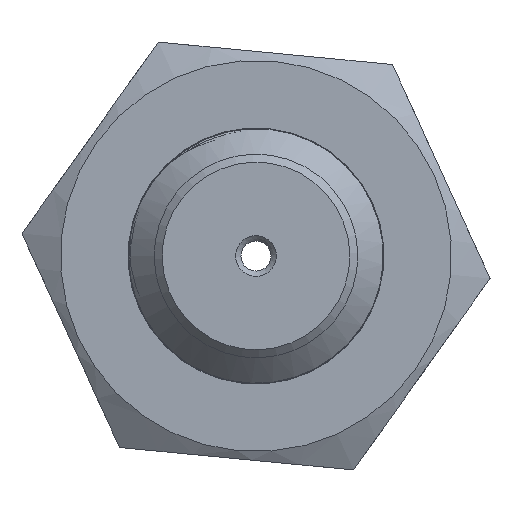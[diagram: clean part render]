
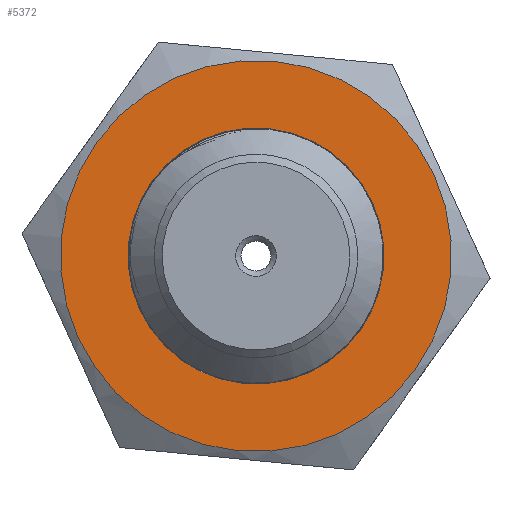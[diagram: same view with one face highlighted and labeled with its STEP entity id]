
A CAD part, left-side view. The second image highlights one B-rep face of the part: STEP entity #5372.
In plain terms, the highlighted planar face has unit normal (-1, 0, 0).
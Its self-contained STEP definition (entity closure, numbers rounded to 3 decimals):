
#5321=CARTESIAN_POINT('',(0.0,-3.991,0.));
#5322=VERTEX_POINT('',#5321);
#5323=CARTESIAN_POINT('',(0.0,0.0,0.0));
#5324=DIRECTION('',(-1.0,0.0,0.0));
#5325=DIRECTION('',(0.0,1.0,0.0));
#5326=AXIS2_PLACEMENT_3D('',#5323,#5324,#5325);
#5327=CIRCLE('',#5326,3.991);
#5328=EDGE_CURVE('',#5322,#5322,#5327,.T.);
#5353=CARTESIAN_POINT('',(0.0,3.05,0.0));
#5354=DIRECTION('',(-1.0,0.0,0.0));
#5355=DIRECTION('',(0.0,0.0,1.0));
#5356=AXIS2_PLACEMENT_3D('',#5353,#5354,#5355);
#5357=PLANE('',#5356);
#5358=CARTESIAN_POINT('',(0.0,6.1,0.0));
#5359=VERTEX_POINT('',#5358);
#5360=CARTESIAN_POINT('',(0.0,0.0,0.0));
#5361=DIRECTION('',(1.0,0.0,0.0));
#5362=DIRECTION('',(0.0,1.0,0.0));
#5363=AXIS2_PLACEMENT_3D('',#5360,#5361,#5362);
#5364=CIRCLE('',#5363,6.1);
#5365=EDGE_CURVE('',#5359,#5359,#5364,.T.);
#5366=ORIENTED_EDGE('',*,*,#5365,.F.);
#5367=EDGE_LOOP('',(#5366));
#5368=FACE_OUTER_BOUND('',#5367,.T.);
#5369=ORIENTED_EDGE('',*,*,#5328,.F.);
#5370=EDGE_LOOP('',(#5369));
#5371=FACE_BOUND('',#5370,.T.);
#5372=ADVANCED_FACE('',(#5368,#5371),#5357,.T.);
